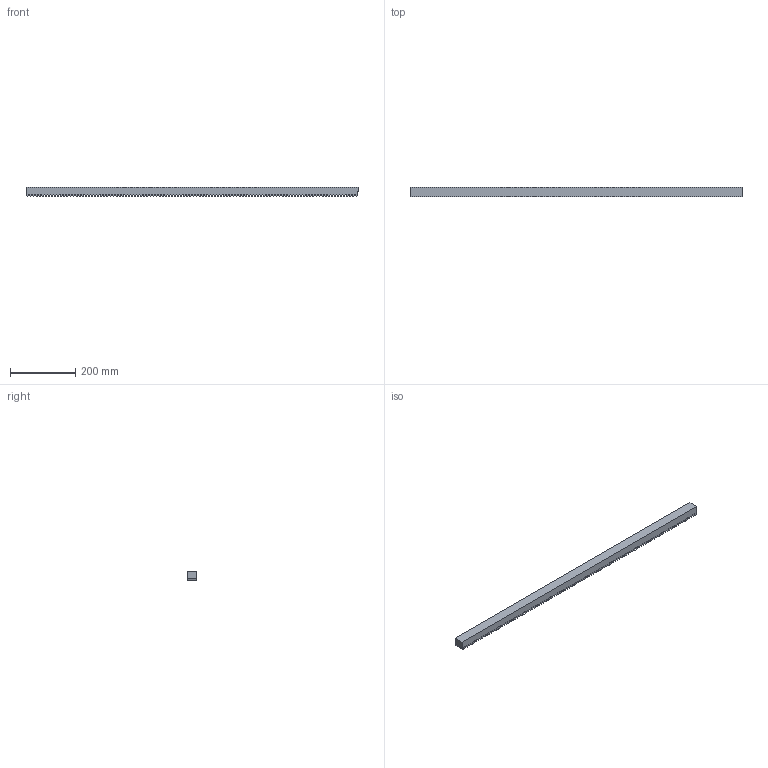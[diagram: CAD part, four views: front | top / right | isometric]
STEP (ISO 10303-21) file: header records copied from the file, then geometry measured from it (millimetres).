
FILE_DESCRIPTION (( 'STEP AP214' ), '1' );
FILE_NAME ('MR-M3-1000.STEP', '2021-09-06T07:12:38', ( '' ), ( '' ), 'SwSTEP 2.0', 'SolidWorks 2020', '' );
FILE_SCHEMA (( 'AUTOMOTIVE_DESIGN' ));
Length unit declared in the file: millimetre
Products named in the file (1): MR-M3-1000
Bounding box: 1017.55 x 30 x 29.75 mm (x, y, z)
Volume: 810842.4 mm3; surface area: 147116.2 mm2
Topology: 1 solids, 1 shells, 439 faces, 1311 edges, 874 vertices
Faces by surface type: plane 439
Entity records: 14479 total; most frequent: CARTESIAN_POINT 2625, ORIENTED_EDGE 2622, DIRECTION 2191, VECTOR 1311, EDGE_CURVE 1311, LINE 1311, VERTEX_POINT 874, AXIS2_PLACEMENT_3D 440
